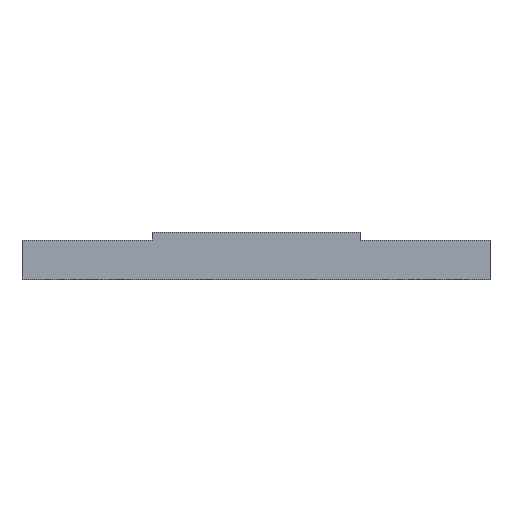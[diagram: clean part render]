
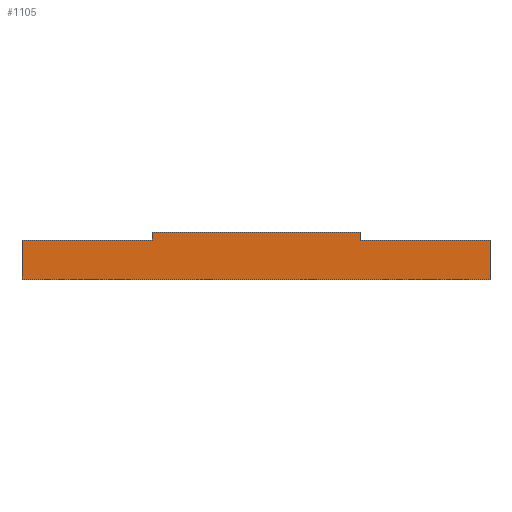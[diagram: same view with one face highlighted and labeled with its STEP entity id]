
A CAD part, top view. The second image highlights one B-rep face of the part: STEP entity #1105.
In plain terms, the highlighted planar face has unit normal (0, 0, 1).
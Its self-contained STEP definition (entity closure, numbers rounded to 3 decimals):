
#127=PLANE('',#1249);
#183=FACE_OUTER_BOUND('',#299,.T.);
#299=EDGE_LOOP('',(#1029,#1030,#1031,#1032,#1033,#1034,#1035,#1036));
#306=LINE('',#1593,#376);
#340=LINE('',#1781,#410);
#342=LINE('',#1785,#412);
#345=LINE('',#1791,#415);
#360=LINE('',#1840,#430);
#365=LINE('',#1850,#435);
#368=LINE('',#1856,#438);
#374=LINE('',#1876,#444);
#376=VECTOR('',#1262,10.);
#410=VECTOR('',#1474,10.);
#412=VECTOR('',#1478,10.);
#415=VECTOR('',#1483,10.);
#430=VECTOR('',#1540,10.);
#435=VECTOR('',#1549,10.);
#438=VECTOR('',#1554,10.);
#444=VECTOR('',#1580,10.);
#521=VERTEX_POINT('',#1591);
#522=VERTEX_POINT('',#1592);
#587=VERTEX_POINT('',#1780);
#588=VERTEX_POINT('',#1784);
#590=VERTEX_POINT('',#1790);
#603=VERTEX_POINT('',#1838);
#606=VERTEX_POINT('',#1848);
#608=VERTEX_POINT('',#1854);
#616=EDGE_CURVE('',#521,#522,#306,.T.);
#708=EDGE_CURVE('',#521,#587,#340,.T.);
#710=EDGE_CURVE('',#587,#588,#342,.T.);
#713=EDGE_CURVE('',#588,#590,#345,.T.);
#738=EDGE_CURVE('',#522,#603,#360,.T.);
#743=EDGE_CURVE('',#606,#603,#365,.T.);
#746=EDGE_CURVE('',#606,#608,#368,.T.);
#756=EDGE_CURVE('',#590,#608,#374,.T.);
#1029=ORIENTED_EDGE('',*,*,#616,.T.);
#1030=ORIENTED_EDGE('',*,*,#738,.T.);
#1031=ORIENTED_EDGE('',*,*,#743,.F.);
#1032=ORIENTED_EDGE('',*,*,#746,.T.);
#1033=ORIENTED_EDGE('',*,*,#756,.F.);
#1034=ORIENTED_EDGE('',*,*,#713,.F.);
#1035=ORIENTED_EDGE('',*,*,#710,.F.);
#1036=ORIENTED_EDGE('',*,*,#708,.F.);
#1105=ADVANCED_FACE('',(#183),#127,.T.);
#1249=AXIS2_PLACEMENT_3D('',#1875,#1578,#1579);
#1262=DIRECTION('',(1.,0.,0.));
#1474=DIRECTION('',(0.,1.,0.));
#1478=DIRECTION('',(1.,0.,0.));
#1483=DIRECTION('',(0.,1.,0.));
#1540=DIRECTION('',(0.,1.,0.));
#1549=DIRECTION('',(1.,0.,0.));
#1554=DIRECTION('',(0.,1.,0.));
#1578=DIRECTION('center_axis',(0.,0.,1.));
#1579=DIRECTION('ref_axis',(1.,0.,0.));
#1580=DIRECTION('',(1.,0.,0.));
#1591=CARTESIAN_POINT('',(-90.,0.,77.5));
#1592=CARTESIAN_POINT('',(90.,0.,77.5));
#1593=CARTESIAN_POINT('',(-90.,0.,77.5));
#1780=CARTESIAN_POINT('',(-90.,15.,77.5));
#1781=CARTESIAN_POINT('',(-90.,0.,77.5));
#1784=CARTESIAN_POINT('',(-40.,15.,77.5));
#1785=CARTESIAN_POINT('',(-90.,15.,77.5));
#1790=CARTESIAN_POINT('',(-40.,18.,77.5));
#1791=CARTESIAN_POINT('',(-40.,0.,77.5));
#1838=CARTESIAN_POINT('',(90.,15.,77.5));
#1840=CARTESIAN_POINT('',(90.,0.,77.5));
#1848=CARTESIAN_POINT('',(40.,15.,77.5));
#1850=CARTESIAN_POINT('',(90.,15.,77.5));
#1854=CARTESIAN_POINT('',(40.,18.,77.5));
#1856=CARTESIAN_POINT('',(40.,0.,77.5));
#1875=CARTESIAN_POINT('Origin',(-40.,0.,77.5));
#1876=CARTESIAN_POINT('',(-90.,18.,77.5));
